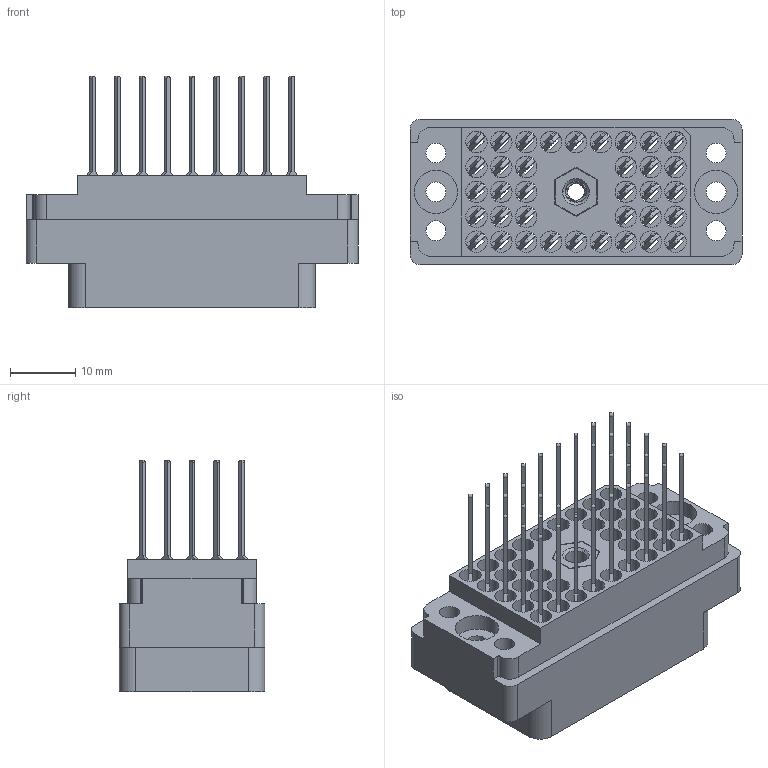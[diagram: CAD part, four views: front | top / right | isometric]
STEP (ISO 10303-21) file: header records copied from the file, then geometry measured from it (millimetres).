
FILE_DESCRIPTION (( 'STEP AP203' ), '1' );
FILE_NAME ('519-036-541-306.STEP', '2020-03-02T23:17:05', ( '' ), ( '' ), 'SwSTEP 2.0', 'SolidWorks 2016', '' );
FILE_SCHEMA (( 'CONFIG_CONTROL_DESIGN' ));
Length unit declared in the file: inch
Products named in the file (4): 519-036-541-306; 516-252-035-100_516-252-035-100; 516-292-001_541 Contact; 519 Plug Insulator_036
Assembly tree (38 placements, depth 2):
  519-036-541-306
    519 Plug Insulator_036
    516-292-001_541 Contact  x36
    516-252-035-100_516-252-035-100
Bounding box: 50.8 x 22.25 x 35.43 mm (x, y, z)
Volume: 10428.8 mm3; surface area: 18583.3 mm2
Topology: 38 solids, 38 shells, 3500 faces, 10133 edges, 6728 vertices
Faces by surface type: plane 2138, cylinder 1128, bspline 222, cone 12
Entity records: 36566 total; most frequent: CARTESIAN_POINT 8503, ORIENTED_EDGE 5706, DIRECTION 5487, EDGE_CURVE 2853, LINE 2069, VECTOR 2069, VERTEX_POINT 1898, AXIS2_PLACEMENT_3D 1709
